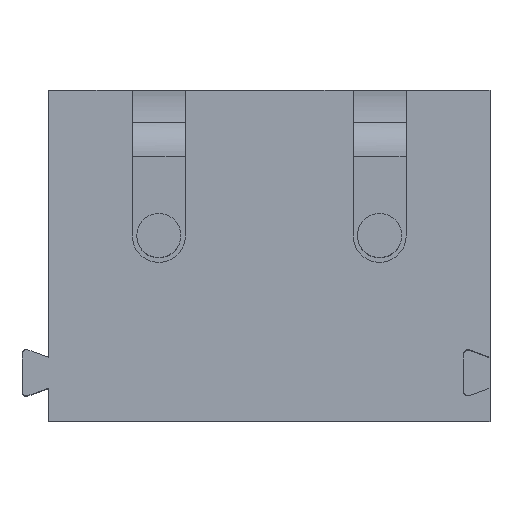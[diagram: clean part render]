
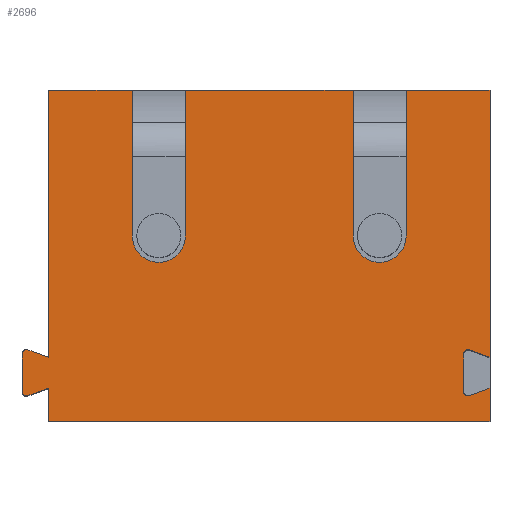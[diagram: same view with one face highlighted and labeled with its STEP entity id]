
A CAD part, top view. The second image highlights one B-rep face of the part: STEP entity #2696.
In plain terms, the highlighted planar face has unit normal (0, 0, 1).
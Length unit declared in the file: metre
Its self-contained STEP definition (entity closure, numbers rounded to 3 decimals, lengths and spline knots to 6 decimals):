
#132=LINE('',#4044,#330);
#136=LINE('',#4054,#334);
#138=LINE('',#4058,#336);
#145=LINE('',#4077,#343);
#149=LINE('',#4087,#347);
#151=LINE('',#4091,#349);
#159=LINE('',#4110,#357);
#163=LINE('',#4118,#361);
#183=LINE('',#4172,#381);
#187=LINE('',#4180,#385);
#210=LINE('',#4244,#408);
#211=LINE('',#4246,#409);
#212=LINE('',#4248,#410);
#213=LINE('',#4250,#411);
#214=LINE('',#4252,#412);
#215=LINE('',#4254,#413);
#216=LINE('',#4256,#414);
#217=LINE('',#4258,#415);
#330=VECTOR('',#3271,1.);
#334=VECTOR('',#3281,1.);
#336=VECTOR('',#3285,1.);
#343=VECTOR('',#3300,1.);
#347=VECTOR('',#3310,1.);
#349=VECTOR('',#3314,1.);
#357=VECTOR('',#3328,1.);
#361=VECTOR('',#3334,1.);
#381=VECTOR('',#3384,1.);
#385=VECTOR('',#3390,1.);
#408=VECTOR('',#3449,1.);
#409=VECTOR('',#3450,1.);
#410=VECTOR('',#3453,1.);
#411=VECTOR('',#3456,1.);
#412=VECTOR('',#3457,1.);
#413=VECTOR('',#3460,1.);
#414=VECTOR('',#3461,1.);
#415=VECTOR('',#3462,1.);
#728=ORIENTED_EDGE('',*,*,#1411,.F.);
#729=ORIENTED_EDGE('',*,*,#1498,.F.);
#730=ORIENTED_EDGE('',*,*,#1409,.F.);
#731=ORIENTED_EDGE('',*,*,#1407,.F.);
#732=ORIENTED_EDGE('',*,*,#1404,.F.);
#733=ORIENTED_EDGE('',*,*,#1499,.F.);
#734=ORIENTED_EDGE('',*,*,#1500,.F.);
#735=ORIENTED_EDGE('',*,*,#1436,.F.);
#736=ORIENTED_EDGE('',*,*,#1501,.F.);
#737=ORIENTED_EDGE('',*,*,#1440,.F.);
#738=ORIENTED_EDGE('',*,*,#1502,.F.);
#739=ORIENTED_EDGE('',*,*,#1465,.F.);
#740=ORIENTED_EDGE('',*,*,#1503,.F.);
#741=ORIENTED_EDGE('',*,*,#1469,.F.);
#742=ORIENTED_EDGE('',*,*,#1504,.F.);
#743=ORIENTED_EDGE('',*,*,#1505,.F.);
#744=ORIENTED_EDGE('',*,*,#1420,.F.);
#745=ORIENTED_EDGE('',*,*,#1423,.F.);
#746=ORIENTED_EDGE('',*,*,#1425,.F.);
#747=ORIENTED_EDGE('',*,*,#1506,.F.);
#748=ORIENTED_EDGE('',*,*,#1427,.F.);
#749=ORIENTED_EDGE('',*,*,#1507,.F.);
#750=ORIENTED_EDGE('',*,*,#1508,.F.);
#751=ORIENTED_EDGE('',*,*,#1509,.F.);
#1404=EDGE_CURVE('',#1808,#1809,#132,.T.);
#1407=EDGE_CURVE('',#1809,#1810,#2070,.T.);
#1409=EDGE_CURVE('',#1810,#1811,#136,.T.);
#1411=EDGE_CURVE('',#1812,#1813,#138,.T.);
#1420=EDGE_CURVE('',#1820,#1821,#145,.T.);
#1423=EDGE_CURVE('',#1822,#1820,#2073,.T.);
#1425=EDGE_CURVE('',#1823,#1822,#149,.T.);
#1427=EDGE_CURVE('',#1824,#1825,#151,.T.);
#1436=EDGE_CURVE('',#1831,#1832,#159,.T.);
#1440=EDGE_CURVE('',#1834,#1835,#163,.T.);
#1465=EDGE_CURVE('',#1853,#1854,#183,.T.);
#1469=EDGE_CURVE('',#1856,#1857,#187,.T.);
#1498=EDGE_CURVE('',#1811,#1812,#2084,.T.);
#1499=EDGE_CURVE('',#1880,#1808,#210,.T.);
#1500=EDGE_CURVE('',#1832,#1880,#211,.T.);
#1501=EDGE_CURVE('',#1835,#1831,#2085,.T.);
#1502=EDGE_CURVE('',#1854,#1834,#212,.T.);
#1503=EDGE_CURVE('',#1857,#1853,#2086,.T.);
#1504=EDGE_CURVE('',#1881,#1856,#213,.T.);
#1505=EDGE_CURVE('',#1821,#1881,#214,.T.);
#1506=EDGE_CURVE('',#1825,#1823,#2087,.T.);
#1507=EDGE_CURVE('',#1882,#1824,#215,.T.);
#1508=EDGE_CURVE('',#1883,#1882,#216,.T.);
#1509=EDGE_CURVE('',#1813,#1883,#217,.T.);
#1808=VERTEX_POINT('',#4045);
#1809=VERTEX_POINT('',#4046);
#1810=VERTEX_POINT('',#4051);
#1811=VERTEX_POINT('',#4055);
#1812=VERTEX_POINT('',#4059);
#1813=VERTEX_POINT('',#4060);
#1820=VERTEX_POINT('',#4078);
#1821=VERTEX_POINT('',#4079);
#1822=VERTEX_POINT('',#4084);
#1823=VERTEX_POINT('',#4088);
#1824=VERTEX_POINT('',#4092);
#1825=VERTEX_POINT('',#4093);
#1831=VERTEX_POINT('',#4109);
#1832=VERTEX_POINT('',#4111);
#1834=VERTEX_POINT('',#4117);
#1835=VERTEX_POINT('',#4119);
#1853=VERTEX_POINT('',#4171);
#1854=VERTEX_POINT('',#4173);
#1856=VERTEX_POINT('',#4179);
#1857=VERTEX_POINT('',#4181);
#1880=VERTEX_POINT('',#4245);
#1881=VERTEX_POINT('',#4251);
#1882=VERTEX_POINT('',#4255);
#1883=VERTEX_POINT('',#4257);
#2070=CIRCLE('',#2960,0.0001);
#2073=CIRCLE('',#2968,0.0001);
#2084=CIRCLE('',#3008,0.0001);
#2085=CIRCLE('',#3009,0.0006);
#2086=CIRCLE('',#3010,0.0006);
#2087=CIRCLE('',#3011,0.0001);
#2242=EDGE_LOOP('',(#728,#729,#730,#731,#732,#733,#734,#735,#736,#737,#738,
#739,#740,#741,#742,#743,#744,#745,#746,#747,#748,#749,#750,#751));
#2430=FACE_BOUND('',#2242,.T.);
#2608=PLANE('',#3007);
#2696=ADVANCED_FACE('',(#2430),#2608,.T.);
#2960=AXIS2_PLACEMENT_3D('',#4050,#3276,#3277);
#2968=AXIS2_PLACEMENT_3D('',#4083,#3305,#3306);
#3007=AXIS2_PLACEMENT_3D('',#4242,#3445,#3446);
#3008=AXIS2_PLACEMENT_3D('',#4243,#3447,#3448);
#3009=AXIS2_PLACEMENT_3D('',#4247,#3451,#3452);
#3010=AXIS2_PLACEMENT_3D('',#4249,#3454,#3455);
#3011=AXIS2_PLACEMENT_3D('',#4253,#3458,#3459);
#3271=DIRECTION('',(-0.94,0.342,0.));
#3276=DIRECTION('',(0.,0.,1.));
#3277=DIRECTION('',(0.,-1.,0.));
#3281=DIRECTION('',(0.,-1.,0.));
#3285=DIRECTION('',(0.94,0.342,0.));
#3300=DIRECTION('',(0.94,-0.342,0.));
#3305=DIRECTION('',(0.,0.,-1.));
#3306=DIRECTION('',(0.,1.,0.));
#3310=DIRECTION('',(0.,1.,0.));
#3314=DIRECTION('',(-0.94,-0.342,0.));
#3328=DIRECTION('',(0.,1.,0.));
#3334=DIRECTION('',(0.,-1.,0.));
#3384=DIRECTION('',(0.,1.,0.));
#3390=DIRECTION('',(0.,-1.,0.));
#3445=DIRECTION('',(0.,0.,1.));
#3446=DIRECTION('',(0.,-1.,0.));
#3447=DIRECTION('',(0.,0.,1.));
#3448=DIRECTION('',(0.,-1.,0.));
#3449=DIRECTION('',(0.,-1.,0.));
#3450=DIRECTION('',(1.,0.,0.));
#3451=DIRECTION('',(0.,0.,1.));
#3452=DIRECTION('',(0.,-1.,0.));
#3453=DIRECTION('',(1.,0.,0.));
#3454=DIRECTION('',(0.,0.,1.));
#3455=DIRECTION('',(0.,-1.,0.));
#3456=DIRECTION('',(1.,0.,0.));
#3457=DIRECTION('',(0.,1.,0.));
#3458=DIRECTION('',(0.,0.,-1.));
#3459=DIRECTION('',(0.,1.,0.));
#3460=DIRECTION('',(0.,1.,0.));
#3461=DIRECTION('',(-1.,0.,0.));
#3462=DIRECTION('',(0.,-1.,0.));
#4044=CARTESIAN_POINT('',(0.004534,-0.00213,0.));
#4045=CARTESIAN_POINT('',(0.005,-0.0023,0.));
#4046=CARTESIAN_POINT('',(0.004534,-0.00213,0.));
#4050=CARTESIAN_POINT('',(0.0045,-0.002224,0.));
#4051=CARTESIAN_POINT('',(0.0044,-0.002224,0.));
#4054=CARTESIAN_POINT('',(0.0044,-0.003076,0.));
#4055=CARTESIAN_POINT('',(0.0044,-0.003076,0.));
#4058=CARTESIAN_POINT('',(0.005,-0.003,0.));
#4059=CARTESIAN_POINT('',(0.004534,-0.00317,0.));
#4060=CARTESIAN_POINT('',(0.005,-0.003,0.));
#4077=CARTESIAN_POINT('',(-0.005,-0.0023,0.));
#4078=CARTESIAN_POINT('',(-0.005466,-0.00213,0.));
#4079=CARTESIAN_POINT('',(-0.005,-0.0023,0.));
#4083=CARTESIAN_POINT('',(-0.0055,-0.002224,0.));
#4084=CARTESIAN_POINT('',(-0.0056,-0.002224,0.));
#4087=CARTESIAN_POINT('',(-0.0056,-0.002224,0.));
#4088=CARTESIAN_POINT('',(-0.0056,-0.003076,0.));
#4091=CARTESIAN_POINT('',(-0.005466,-0.00317,0.));
#4092=CARTESIAN_POINT('',(-0.005,-0.003,0.));
#4093=CARTESIAN_POINT('',(-0.005466,-0.00317,0.));
#4109=CARTESIAN_POINT('',(0.0031,0.00045,0.));
#4110=CARTESIAN_POINT('',(0.0031,0.00375,0.));
#4111=CARTESIAN_POINT('',(0.0031,0.00375,0.));
#4117=CARTESIAN_POINT('',(0.0019,0.00375,0.));
#4118=CARTESIAN_POINT('',(0.0019,0.00045,0.));
#4119=CARTESIAN_POINT('',(0.0019,0.00045,0.));
#4171=CARTESIAN_POINT('',(-0.0019,0.00045,0.));
#4172=CARTESIAN_POINT('',(-0.0019,0.00375,0.));
#4173=CARTESIAN_POINT('',(-0.0019,0.00375,0.));
#4179=CARTESIAN_POINT('',(-0.0031,0.00375,0.));
#4180=CARTESIAN_POINT('',(-0.0031,0.00045,0.));
#4181=CARTESIAN_POINT('',(-0.0031,0.00045,0.));
#4242=CARTESIAN_POINT('',(0.,0.,0.));
#4243=CARTESIAN_POINT('',(0.0045,-0.003076,0.));
#4244=CARTESIAN_POINT('',(0.005,0.00375,0.));
#4245=CARTESIAN_POINT('',(0.005,0.00375,0.));
#4246=CARTESIAN_POINT('',(-0.005,0.00375,0.));
#4247=CARTESIAN_POINT('',(0.0025,0.00045,0.));
#4248=CARTESIAN_POINT('',(-0.005,0.00375,0.));
#4249=CARTESIAN_POINT('',(-0.0025,0.00045,0.));
#4250=CARTESIAN_POINT('',(-0.005,0.00375,0.));
#4251=CARTESIAN_POINT('',(-0.005,0.00375,0.));
#4252=CARTESIAN_POINT('',(-0.005,0.00375,0.));
#4253=CARTESIAN_POINT('',(-0.0055,-0.003076,0.));
#4254=CARTESIAN_POINT('',(-0.005,0.00375,0.));
#4255=CARTESIAN_POINT('',(-0.005,-0.00375,0.));
#4256=CARTESIAN_POINT('',(-0.005,-0.00375,0.));
#4257=CARTESIAN_POINT('',(0.005,-0.00375,0.));
#4258=CARTESIAN_POINT('',(0.005,0.00375,0.));
